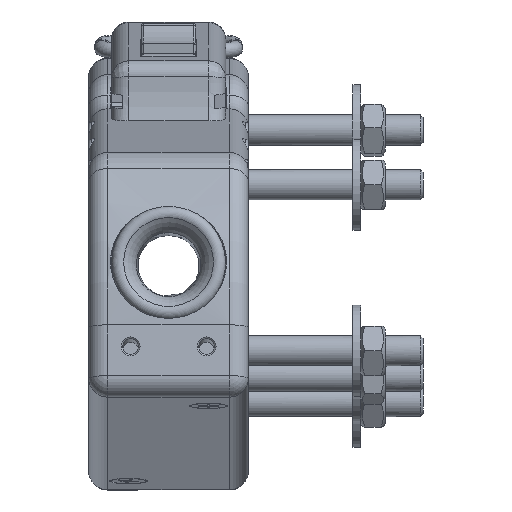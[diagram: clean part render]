
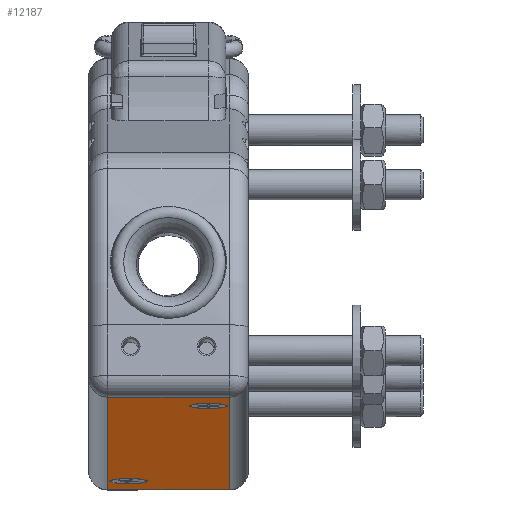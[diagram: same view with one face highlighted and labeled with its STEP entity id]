
A CAD part, left-side view. The second image highlights one B-rep face of the part: STEP entity #12187.
In plain terms, the highlighted planar face has unit normal (-0.139, 0, -0.99).
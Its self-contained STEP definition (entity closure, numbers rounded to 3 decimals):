
#479=FACE_BOUND('',#2203,.T.);
#480=FACE_BOUND('',#2204,.T.);
#712=PLANE('',#13456);
#1448=FACE_OUTER_BOUND('',#2202,.T.);
#2202=EDGE_LOOP('',(#10204,#10205,#10206,#10207));
#2203=EDGE_LOOP('',(#10208));
#2204=EDGE_LOOP('',(#10209));
#3071=CIRCLE('',#13457,5.);
#3072=CIRCLE('',#13458,5.);
#3754=LINE('',#22570,#4450);
#3755=LINE('',#22572,#4451);
#3756=LINE('',#22574,#4452);
#3757=LINE('',#22575,#4453);
#4450=VECTOR('',#16372,10.);
#4451=VECTOR('',#16373,10.);
#4452=VECTOR('',#16374,10.);
#4453=VECTOR('',#16375,10.);
#5574=VERTEX_POINT('',#22568);
#5575=VERTEX_POINT('',#22569);
#5576=VERTEX_POINT('',#22571);
#5577=VERTEX_POINT('',#22573);
#5578=VERTEX_POINT('',#22576);
#5579=VERTEX_POINT('',#22578);
#7231=EDGE_CURVE('',#5574,#5575,#3754,.T.);
#7232=EDGE_CURVE('',#5576,#5574,#3755,.T.);
#7233=EDGE_CURVE('',#5577,#5576,#3756,.T.);
#7234=EDGE_CURVE('',#5575,#5577,#3757,.T.);
#7235=EDGE_CURVE('',#5578,#5578,#3071,.T.);
#7236=EDGE_CURVE('',#5579,#5579,#3072,.T.);
#10204=ORIENTED_EDGE('',*,*,#7231,.F.);
#10205=ORIENTED_EDGE('',*,*,#7232,.F.);
#10206=ORIENTED_EDGE('',*,*,#7233,.F.);
#10207=ORIENTED_EDGE('',*,*,#7234,.F.);
#10208=ORIENTED_EDGE('',*,*,#7235,.T.);
#10209=ORIENTED_EDGE('',*,*,#7236,.T.);
#12187=ADVANCED_FACE('',(#1448,#479,#480),#712,.F.);
#13456=AXIS2_PLACEMENT_3D('',#22567,#16370,#16371);
#13457=AXIS2_PLACEMENT_3D('',#22577,#16376,#16377);
#13458=AXIS2_PLACEMENT_3D('',#22579,#16378,#16379);
#16370=DIRECTION('center_axis',(0.139,0.,0.99));
#16371=DIRECTION('ref_axis',(0.,1.,0.));
#16372=DIRECTION('',(0.99,0.,-0.139));
#16373=DIRECTION('',(0.,-1.,0.));
#16374=DIRECTION('',(-0.99,0.,0.139));
#16375=DIRECTION('',(0.,1.,0.));
#16376=DIRECTION('center_axis',(0.139,0.,0.99));
#16377=DIRECTION('ref_axis',(0.,1.,0.));
#16378=DIRECTION('center_axis',(0.139,0.,0.99));
#16379=DIRECTION('ref_axis',(0.,1.,0.));
#22567=CARTESIAN_POINT('Origin',(69.245,-10.295,-46.708));
#22568=CARTESIAN_POINT('',(-17.453,-16.,-34.523));
#22569=CARTESIAN_POINT('',(155.935,-16.,-58.891));
#22570=CARTESIAN_POINT('',(112.59,-16.,-52.799));
#22571=CARTESIAN_POINT('',(-17.453,16.,-34.523));
#22572=CARTESIAN_POINT('',(-17.453,-13.147,-34.523));
#22573=CARTESIAN_POINT('',(155.935,16.,-58.891));
#22574=CARTESIAN_POINT('',(25.92,16.,-40.619));
#22575=CARTESIAN_POINT('',(155.935,-5.147,-58.891));
#22576=CARTESIAN_POINT('',(139.596,5.5,-56.595));
#22577=CARTESIAN_POINT('Origin',(139.596,10.5,-56.595));
#22578=CARTESIAN_POINT('',(-1.114,-15.5,-36.819));
#22579=CARTESIAN_POINT('Origin',(-1.114,-10.5,-36.819));
